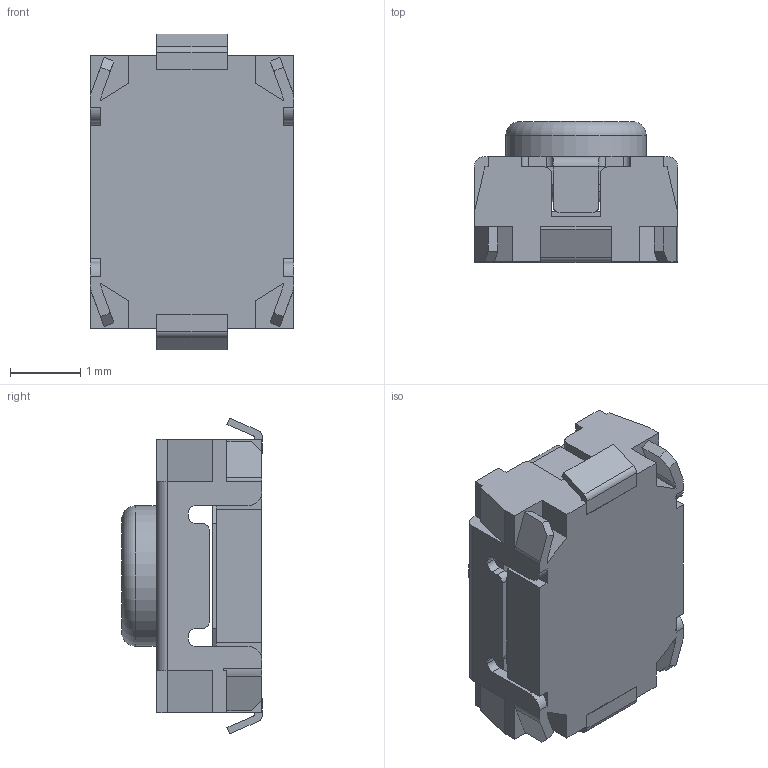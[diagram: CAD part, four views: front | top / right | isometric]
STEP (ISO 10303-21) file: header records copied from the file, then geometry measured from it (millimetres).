
FILE_DESCRIPTION(/* description */ (''),/* implementation_level */ '2;1');
FILE_NAME(/* name */ 'PUSHBUTTON-PTS820 v3.step',/* time_stamp */ '2019-05-06T16:30:50+03:00',/* author */ ('mzsonmez2'),/* organization */ (''),/* preprocessor_version */ 'ST-DEVELOPER v18',/* originating_system */ 'Autodesk Translation Framework v8.2.0.1029',/* authorisation */ '');
FILE_SCHEMA (('AUTOMOTIVE_DESIGN { 1 0 10303 214 3 1 1 }'));
Length unit declared in the file: millimetre
Products named in the file (1): PUSHBUTTON-PTS820
Bounding box: 2.9 x 2 x 4.5 mm (x, y, z)
Volume: 12.9 mm3; surface area: 95.1 mm2
Topology: 1 solids, 2 shells, 241 faces, 707 edges, 455 vertices
Faces by surface type: plane 181, cylinder 58, torus 1, bspline 1
Full cylindrical faces by diameter (mm): 0.6 x1, 0.8 x1, 2 x1, 2.05 x1
Entity records: 8108 total; most frequent: CARTESIAN_POINT 1486, ORIENTED_EDGE 1414, DIRECTION 1313, EDGE_CURVE 707, LINE 575, VECTOR 575, VERTEX_POINT 455, AXIS2_PLACEMENT_3D 369
